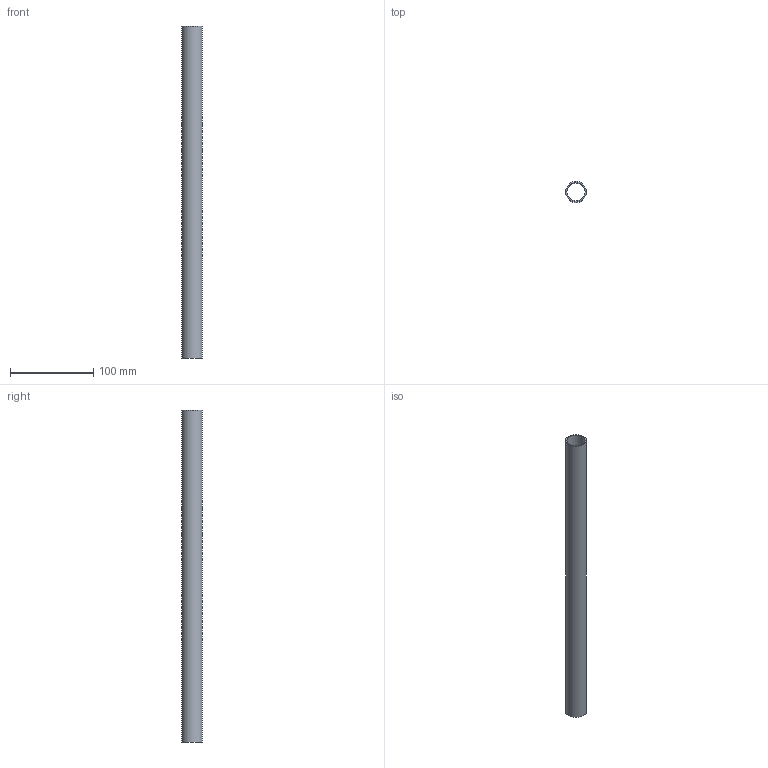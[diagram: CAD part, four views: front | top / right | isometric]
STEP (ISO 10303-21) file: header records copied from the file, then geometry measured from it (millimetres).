
FILE_DESCRIPTION(/* description */ ('Customer part'),/* implementation_level */ '2;1');
FILE_NAME(/* name */ '800000010419_PRT_000.step',/* time_stamp */ '2018-07-16T18:29:30+02:00',/* author */ ('IMPORT'),/* organization */ ('WERMA Signaltechnik GmbH+Co.KG'),/* preprocessor_version */ 'ST-DEVELOPER v17',/* originating_system */ 'Autodesk Inventor 2018',/* authorisation */ 'public');
FILE_SCHEMA (('AUTOMOTIVE_DESIGN { 1 0 10303 214 3 1 1 }'));
Length unit declared in the file: millimetre
Products named in the file (1): 800000010419
Bounding box: 25 x 25 x 400 mm (x, y, z)
Volume: 44296.5 mm3; surface area: 59283.4 mm2
Topology: 1 solids, 1 shells, 4 faces, 6 edges, 4 vertices
Faces by surface type: cylinder 2, plane 2
Full cylindrical faces by diameter (mm): 22 x1, 25 x1
Entity records: 148 total; most frequent: DIRECTION 20, CARTESIAN_POINT 15, ORIENTED_EDGE 12, AXIS2_PLACEMENT_3D 9, EDGE_LOOP 6, EDGE_CURVE 6, STYLED_ITEM 5, FACE_OUTER_BOUND 4
